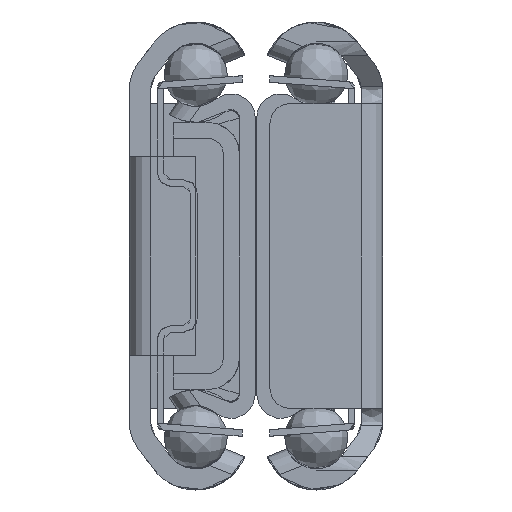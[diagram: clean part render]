
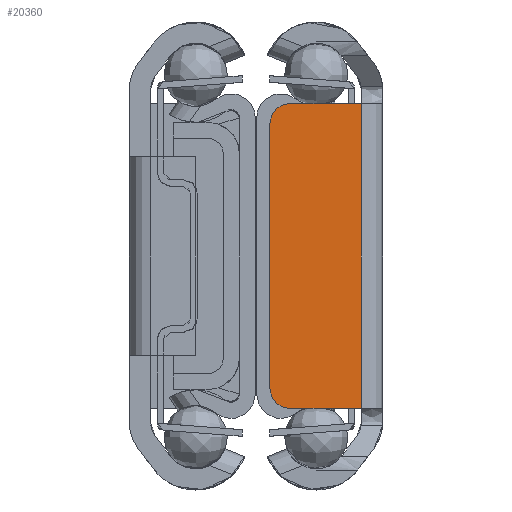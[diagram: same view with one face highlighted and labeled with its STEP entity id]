
A CAD part, left-side view. The second image highlights one B-rep face of the part: STEP entity #20360.
In plain terms, the highlighted free-form (B-spline) face has degree [1, 1] with [2, 2] control points.
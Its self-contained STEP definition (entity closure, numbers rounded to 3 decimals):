
#18990=CARTESIAN_POINT('',(-1038.0,-17.5,-11.5));
#18991=VERTEX_POINT('',#18990);
#19012=CARTESIAN_POINT('',(-1038.0,-17.5,11.5));
#19013=VERTEX_POINT('',#19012);
#19027=CARTESIAN_POINT('',(-1038.0,-17.5,-11.5));
#19028=CARTESIAN_POINT('',(-1038.0,-17.5,11.5));
#19029=QUASI_UNIFORM_CURVE('',1,(#19027,#19028),.UNSPECIFIED.,.F.,.U.);
#19030=EDGE_CURVE('',#18991,#19013,#19029,.T.);
#19219=CARTESIAN_POINT('',(-1038.0,-10.6,-10.0));
#19220=VERTEX_POINT('',#19219);
#19221=CARTESIAN_POINT('',(-1038.0,-12.1,-11.5));
#19222=VERTEX_POINT('',#19221);
#19223=CARTESIAN_POINT('',(-1038.0,-10.6,-10.0));
#19224=CARTESIAN_POINT('',(-1038.0,-10.6,-11.5));
#19225=CARTESIAN_POINT('',(-1038.0,-12.1,-11.5));
#19233=(BOUNDED_CURVE()B_SPLINE_CURVE(2,(#19223,#19224,#19225),.UNSPECIFIED.,.F.,.U.)CURVE()GEOMETRIC_REPRESENTATION_ITEM()QUASI_UNIFORM_CURVE()RATIONAL_B_SPLINE_CURVE((1.0,0.707,1.0))REPRESENTATION_ITEM(''));
#19234=EDGE_CURVE('',#19220,#19222,#19233,.T.);
#19255=CARTESIAN_POINT('',(-1038.0,-10.6,10.0));
#19256=VERTEX_POINT('',#19255);
#19257=CARTESIAN_POINT('',(-1038.0,-10.6,10.0));
#19258=CARTESIAN_POINT('',(-1038.0,-10.6,-10.0));
#19259=QUASI_UNIFORM_CURVE('',1,(#19257,#19258),.UNSPECIFIED.,.F.,.U.);
#19260=EDGE_CURVE('',#19256,#19220,#19259,.T.);
#19286=CARTESIAN_POINT('',(-1038.0,-12.1,11.5));
#19287=VERTEX_POINT('',#19286);
#19288=CARTESIAN_POINT('',(-1038.0,-12.1,11.5));
#19289=CARTESIAN_POINT('',(-1038.0,-10.6,11.5));
#19290=CARTESIAN_POINT('',(-1038.0,-10.6,10.0));
#19298=(BOUNDED_CURVE()B_SPLINE_CURVE(2,(#19288,#19289,#19290),.UNSPECIFIED.,.F.,.U.)CURVE()GEOMETRIC_REPRESENTATION_ITEM()QUASI_UNIFORM_CURVE()RATIONAL_B_SPLINE_CURVE((1.0,0.707,1.0))REPRESENTATION_ITEM(''));
#19299=EDGE_CURVE('',#19287,#19256,#19298,.T.);
#19384=CARTESIAN_POINT('',(-1038.0,-17.5,11.5));
#19385=CARTESIAN_POINT('',(-1038.0,-12.1,11.5));
#19386=QUASI_UNIFORM_CURVE('',1,(#19384,#19385),.UNSPECIFIED.,.F.,.U.);
#19387=EDGE_CURVE('',#19013,#19287,#19386,.T.);
#19742=CARTESIAN_POINT('',(-1038.0,-17.5,-11.5));
#19743=CARTESIAN_POINT('',(-1038.0,-12.1,-11.5));
#19744=QUASI_UNIFORM_CURVE('',1,(#19742,#19743),.UNSPECIFIED.,.F.,.U.);
#19745=EDGE_CURVE('',#18991,#19222,#19744,.T.);
#20347=CARTESIAN_POINT('',(-1038.0,-10.255,12.649));
#20348=CARTESIAN_POINT('',(-1038.0,-17.845,12.649));
#20349=CARTESIAN_POINT('',(-1038.0,-10.255,-12.649));
#20350=CARTESIAN_POINT('',(-1038.0,-17.845,-12.649));
#20351=B_SPLINE_SURFACE_WITH_KNOTS('',1,1,((#20347,#20349),(#20348,#20350)),.UNSPECIFIED.,.F.,.F.,.U.,(2,2),(2,2),(0.0,7.589),(0.0,25.298),.UNSPECIFIED.);
#20352=ORIENTED_EDGE('',*,*,#19745,.F.);
#20353=ORIENTED_EDGE('',*,*,#19030,.T.);
#20354=ORIENTED_EDGE('',*,*,#19387,.T.);
#20355=ORIENTED_EDGE('',*,*,#19299,.T.);
#20356=ORIENTED_EDGE('',*,*,#19260,.T.);
#20357=ORIENTED_EDGE('',*,*,#19234,.T.);
#20358=EDGE_LOOP('',(#20352,#20353,#20354,#20355,#20356,#20357));
#20359=FACE_OUTER_BOUND('',#20358,.T.);
#20360=ADVANCED_FACE('',(#20359),#20351,.F.);
